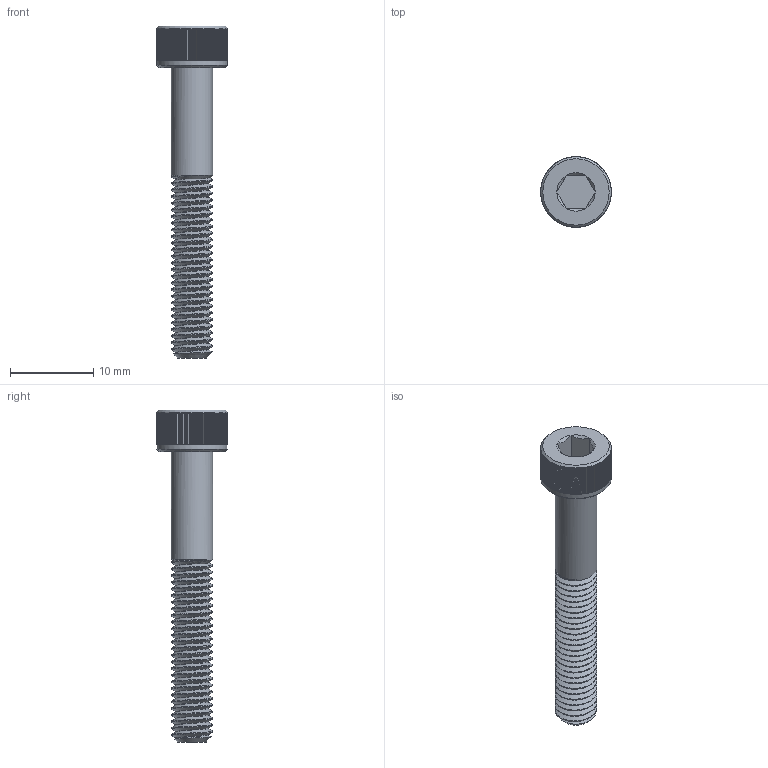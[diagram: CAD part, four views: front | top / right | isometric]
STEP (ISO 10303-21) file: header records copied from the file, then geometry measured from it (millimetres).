
FILE_DESCRIPTION(/* description */ (''),/* implementation_level */ '2;1');
FILE_NAME(/* name */ '91290A256_Black-Oxide Alloy Steel Socket Head Screw.step',/* time_stamp */ '2022-08-23T12:55:02-03:00',/* author */ (''),/* organization */ (''),/* preprocessor_version */ 'ST-DEVELOPER v19',/* originating_system */ 'Autodesk Translation Framework v11.7.0.108',/* authorisation */ '');
FILE_SCHEMA (('AUTOMOTIVE_DESIGN { 1 0 10303 214 3 1 1 }'));
Length unit declared in the file: millimetre
Products named in the file (1): 91290A256_Black-Oxide Alloy Steel Socket Head Screw
Bounding box: 8.5 x 8.5 x 40 mm (x, y, z)
Volume: 818.8 mm3; surface area: 1226.8 mm2
Topology: 1 solids, 1 shells, 778 faces, 1786 edges, 1186 vertices
Faces by surface type: plane 710, cylinder 55, cone 11, bspline 2
Full cylindrical faces by diameter (mm): 3.961 x25, 5 x26, 8.5 x1
Entity records: 26207 total; most frequent: CARTESIAN_POINT 8405, DIRECTION 3590, ORIENTED_EDGE 3572, EDGE_CURVE 1786, LINE 1296, VECTOR 1296, VERTEX_POINT 1186, AXIS2_PLACEMENT_3D 1147
